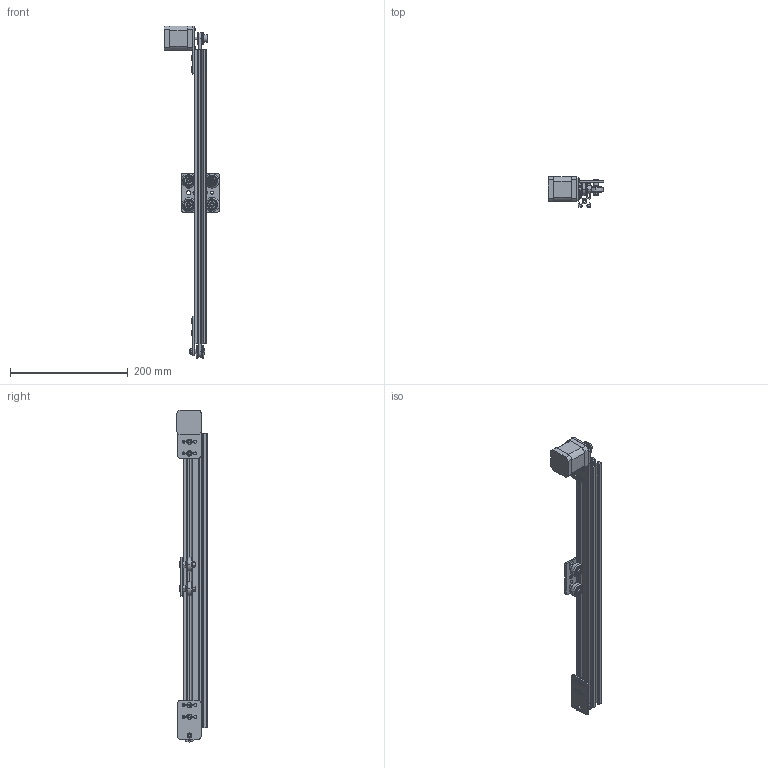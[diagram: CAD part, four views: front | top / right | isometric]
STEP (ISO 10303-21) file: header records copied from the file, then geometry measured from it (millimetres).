
FILE_DESCRIPTION (( 'STEP AP203' ), '1' );
FILE_NAME ('Nema 17 V Slot Belt Driven Actuator 500mm.step', '2015-08-20T16:43:39', ( '' ), ( '' ), 'SwSTEP 2.0', 'SolidWorks 2014', '' );
FILE_SCHEMA (( 'CONFIG_CONTROL_DESIGN' ));
Length unit declared in the file: millimetre
Products named in the file (24): GT2 Belt 1120mm; Aluminum Spacer 3mm; Motor Mount Plate Nema 17; Nema 17 V Slot Belt Driven Actuator 500mm; V-Slot Gantry Plate 20mm; Idler Pulley Plate; Solid V Wheel; Nema 17 Stepper Motor; Double Tee Nut; Precision Shim 10 x 5 x 1; GT2 Timing Pulley 30 Tooth; Low Profile Screw M5_M5 x 8; Aluminum Spacer 6mm; Smooth Idler Pulley Wheel; Button Head Socket Cap Screw M3_M3 x 6; Solid V Wheel_Straight; Ball Bearing 5 x 16 x 5; Nylon Insert Lock Nut M5; Eccentric Spacer 6mm; Nylon Spacer 0.125in; Low Profile Screw M5_M5 x 25; Solid V Wheel_Eccentric; Smooth Idler; V-Slot 20x40x500 Linear Rail
Assembly tree (47 placements, depth 3):
  Nema 17 V Slot Belt Driven Actuator 500mm
    Double Tee Nut  x2
    Low Profile Screw M5_M5 x 8  x4
    Button Head Socket Cap Screw M3_M3 x 6  x4
    Nylon Insert Lock Nut M5
    Low Profile Screw M5_M5 x 25  x5
    V-Slot 20x40x500 Linear Rail
    Motor Mount Plate Nema 17
    Idler Pulley Plate
    Nema 17 Stepper Motor
    GT2 Timing Pulley 30 Tooth
    Smooth Idler
      Smooth Idler Pulley Wheel
      Ball Bearing 5 x 16 x 5  x2
      Nylon Spacer 0.125in
    Aluminum Spacer 3mm
    V-Slot Gantry Plate 20mm
    Solid V Wheel_Straight  x2
      Solid V Wheel
      Ball Bearing 5 x 16 x 5
      Precision Shim 10 x 5 x 1
      Nylon Insert Lock Nut M5
      Aluminum Spacer 6mm
    Solid V Wheel_Eccentric  x2
      Solid V Wheel
      Ball Bearing 5 x 16 x 5
      Precision Shim 10 x 5 x 1
      Nylon Insert Lock Nut M5
      Eccentric Spacer 6mm
    GT2 Belt 1120mm
Bounding box: 93.75 x 51.21 x 564.24 mm (x, y, z)
Volume: 296929.5 mm3; surface area: 226687.7 mm2
Topology: 56 solids, 56 shells, 1207 faces, 2789 edges, 1793 vertices
Faces by surface type: plane 511, cylinder 466, cone 194, torus 28, sphere 8
Entity records: 21375 total; most frequent: CARTESIAN_POINT 3515, DIRECTION 3193, ORIENTED_EDGE 2916, EDGE_CURVE 1458, AXIS2_PLACEMENT_3D 1177, VERTEX_POINT 953, VECTOR 839, LINE 839
